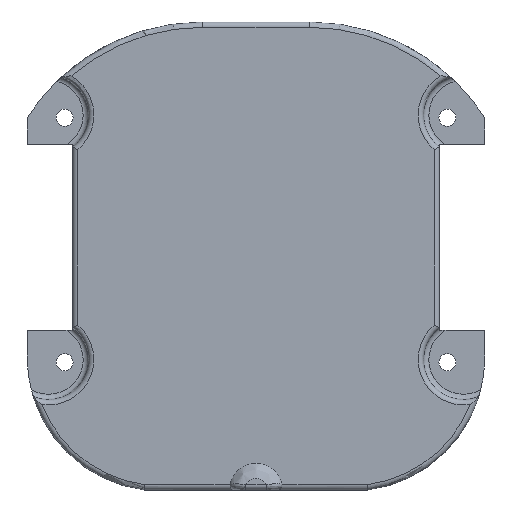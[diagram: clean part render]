
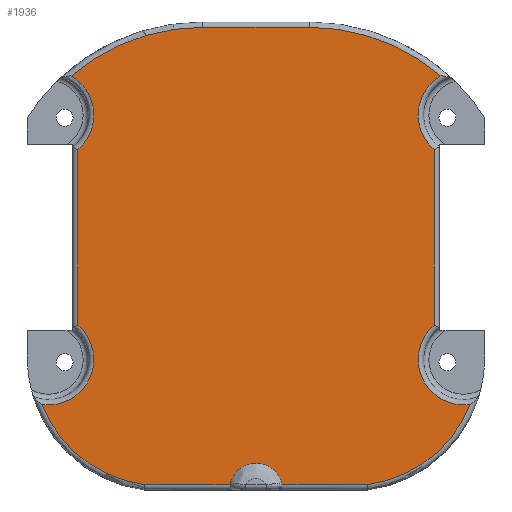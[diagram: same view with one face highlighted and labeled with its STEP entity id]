
A CAD part, front view. The second image highlights one B-rep face of the part: STEP entity #1936.
In plain terms, the highlighted planar face has unit normal (0, -1, 0).
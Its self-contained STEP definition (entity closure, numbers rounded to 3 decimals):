
#64=PLANE('',#2151);
#92=CIRCLE('',#2004,8.5);
#96=CIRCLE('',#2009,38.25);
#97=CIRCLE('',#2011,8.5);
#99=CIRCLE('',#2016,8.5);
#103=CIRCLE('',#2023,24.205);
#106=CIRCLE('',#2027,24.205);
#108=CIRCLE('',#2030,8.5);
#110=CIRCLE('',#2034,38.25);
#116=CIRCLE('',#2046,5.);
#286=FACE_OUTER_BOUND('',#397,.T.);
#397=EDGE_LOOP('',(#1673,#1674,#1675,#1676,#1677,#1678,#1679,#1680,#1681,
#1682,#1683,#1684,#1685,#1686,#1687,#1688));
#426=B_SPLINE_CURVE_WITH_KNOTS('',3,(#3178,#3179,#3180,#3181),
 .UNSPECIFIED.,.F.,.F.,(4,4),(-0.191,-0.167),
 .UNSPECIFIED.);
#430=B_SPLINE_CURVE_WITH_KNOTS('',3,(#3275,#3276,#3277,#3278),
 .UNSPECIFIED.,.F.,.F.,(4,4),(-0.024,0.),.UNSPECIFIED.);
#480=LINE('',#3035,#602);
#483=LINE('',#3072,#605);
#487=LINE('',#3295,#609);
#488=LINE('',#3341,#610);
#491=LINE('',#3348,#613);
#602=VECTOR('',#2286,10.);
#605=VECTOR('',#2291,10.);
#609=VECTOR('',#2309,10.);
#610=VECTOR('',#2332,10.);
#613=VECTOR('',#2343,10.);
#744=VERTEX_POINT('',#2958);
#745=VERTEX_POINT('',#2959);
#750=VERTEX_POINT('',#2996);
#751=VERTEX_POINT('',#2998);
#752=VERTEX_POINT('',#3015);
#754=VERTEX_POINT('',#3034);
#758=VERTEX_POINT('',#3056);
#759=VERTEX_POINT('',#3071);
#760=VERTEX_POINT('',#3086);
#764=VERTEX_POINT('',#3149);
#767=VERTEX_POINT('',#3224);
#769=VERTEX_POINT('',#3260);
#771=VERTEX_POINT('',#3282);
#773=VERTEX_POINT('',#3302);
#775=VERTEX_POINT('',#3321);
#777=VERTEX_POINT('',#3339);
#936=EDGE_CURVE('',#744,#745,#92,.T.);
#942=EDGE_CURVE('',#750,#751,#96,.T.);
#944=EDGE_CURVE('',#751,#752,#97,.T.);
#947=EDGE_CURVE('',#752,#754,#480,.T.);
#952=EDGE_CURVE('',#758,#759,#483,.T.);
#954=EDGE_CURVE('',#754,#760,#99,.T.);
#960=EDGE_CURVE('',#764,#758,#426,.T.);
#967=EDGE_CURVE('',#769,#767,#430,.T.);
#970=EDGE_CURVE('',#771,#769,#487,.T.);
#971=EDGE_CURVE('',#760,#771,#103,.T.);
#974=EDGE_CURVE('',#759,#773,#106,.T.);
#977=EDGE_CURVE('',#773,#775,#108,.T.);
#980=EDGE_CURVE('',#777,#750,#488,.T.);
#982=EDGE_CURVE('',#745,#777,#110,.T.);
#985=EDGE_CURVE('',#775,#744,#491,.T.);
#1003=EDGE_CURVE('',#764,#767,#116,.T.);
#1673=ORIENTED_EDGE('',*,*,#952,.F.);
#1674=ORIENTED_EDGE('',*,*,#960,.F.);
#1675=ORIENTED_EDGE('',*,*,#1003,.T.);
#1676=ORIENTED_EDGE('',*,*,#967,.F.);
#1677=ORIENTED_EDGE('',*,*,#970,.F.);
#1678=ORIENTED_EDGE('',*,*,#971,.F.);
#1679=ORIENTED_EDGE('',*,*,#954,.F.);
#1680=ORIENTED_EDGE('',*,*,#947,.F.);
#1681=ORIENTED_EDGE('',*,*,#944,.F.);
#1682=ORIENTED_EDGE('',*,*,#942,.F.);
#1683=ORIENTED_EDGE('',*,*,#980,.F.);
#1684=ORIENTED_EDGE('',*,*,#982,.F.);
#1685=ORIENTED_EDGE('',*,*,#936,.F.);
#1686=ORIENTED_EDGE('',*,*,#985,.F.);
#1687=ORIENTED_EDGE('',*,*,#977,.F.);
#1688=ORIENTED_EDGE('',*,*,#974,.F.);
#1936=ADVANCED_FACE('',(#286),#64,.T.);
#2004=AXIS2_PLACEMENT_3D('',#2960,#2266,#2267);
#2009=AXIS2_PLACEMENT_3D('',#2999,#2276,#2277);
#2011=AXIS2_PLACEMENT_3D('',#3016,#2280,#2281);
#2016=AXIS2_PLACEMENT_3D('',#3087,#2294,#2295);
#2023=AXIS2_PLACEMENT_3D('',#3297,#2312,#2313);
#2027=AXIS2_PLACEMENT_3D('',#3303,#2320,#2321);
#2030=AXIS2_PLACEMENT_3D('',#3322,#2326,#2327);
#2034=AXIS2_PLACEMENT_3D('',#3344,#2336,#2337);
#2046=AXIS2_PLACEMENT_3D('',#3423,#2372,#2373);
#2151=AXIS2_PLACEMENT_3D('',#3874,#2661,#2662);
#2266=DIRECTION('center_axis',(0.,-1.,0.));
#2267=DIRECTION('ref_axis',(0.987,0.,0.159));
#2276=DIRECTION('center_axis',(0.,1.,0.));
#2277=DIRECTION('ref_axis',(0.364,0.,0.931));
#2280=DIRECTION('center_axis',(0.,-1.,0.));
#2281=DIRECTION('ref_axis',(-0.987,0.,0.159));
#2286=DIRECTION('',(0.,0.,-1.));
#2291=DIRECTION('',(-1.,0.,0.));
#2294=DIRECTION('center_axis',(0.,-1.,0.));
#2295=DIRECTION('ref_axis',(-0.868,0.,-0.496));
#2309=DIRECTION('',(-1.,0.,0.));
#2312=DIRECTION('center_axis',(0.,1.,0.));
#2313=DIRECTION('ref_axis',(0.644,0.,-0.765));
#2320=DIRECTION('center_axis',(0.,1.,0.));
#2321=DIRECTION('ref_axis',(-0.644,0.,-0.765));
#2326=DIRECTION('center_axis',(0.,-1.,0.));
#2327=DIRECTION('ref_axis',(0.868,0.,-0.496));
#2332=DIRECTION('',(1.,0.,0.));
#2336=DIRECTION('center_axis',(0.,1.,0.));
#2337=DIRECTION('ref_axis',(-0.364,0.,0.931));
#2343=DIRECTION('',(0.,0.,1.));
#2372=DIRECTION('center_axis',(0.,1.,0.));
#2373=DIRECTION('ref_axis',(1.,0.,0.));
#2661=DIRECTION('center_axis',(0.,-1.,0.));
#2662=DIRECTION('ref_axis',(0.,0.,-1.));
#2958=CARTESIAN_POINT('',(-33.5,0.,20.019));
#2959=CARTESIAN_POINT('',(-34.787,0.,33.882));
#2960=CARTESIAN_POINT('Origin',(-39.,0.,26.5));
#2996=CARTESIAN_POINT('',(10.,0.,43.));
#2998=CARTESIAN_POINT('',(34.787,0.,33.882));
#2999=CARTESIAN_POINT('Origin',(10.,0.,4.75));
#3015=CARTESIAN_POINT('',(33.5,0.,20.019));
#3016=CARTESIAN_POINT('Origin',(39.,0.,26.5));
#3034=CARTESIAN_POINT('',(33.5,0.,-13.019));
#3035=CARTESIAN_POINT('',(33.5,0.,10.5));
#3056=CARTESIAN_POINT('',(-4.875,0.,-43.));
#3071=CARTESIAN_POINT('',(-20.936,0.,-43.));
#3072=CARTESIAN_POINT('',(21.5,0.,-43.));
#3086=CARTESIAN_POINT('',(40.305,0.,-27.899));
#3087=CARTESIAN_POINT('Origin',(39.,0.,-19.5));
#3149=CARTESIAN_POINT('',(-4.846,0.,-42.768));
#3178=CARTESIAN_POINT('Ctrl Pts',(-4.846,0.,
-42.768));
#3179=CARTESIAN_POINT('Ctrl Pts',(-4.865,0.,
-42.844));
#3180=CARTESIAN_POINT('Ctrl Pts',(-4.875,0.,
-42.922));
#3181=CARTESIAN_POINT('Ctrl Pts',(-4.875,0.,
-43.));
#3224=CARTESIAN_POINT('',(4.846,0.,-42.768));
#3260=CARTESIAN_POINT('',(4.875,0.,-43.));
#3275=CARTESIAN_POINT('Ctrl Pts',(4.875,0.,
-43.));
#3276=CARTESIAN_POINT('Ctrl Pts',(4.875,0.,
-42.922));
#3277=CARTESIAN_POINT('Ctrl Pts',(4.865,0.,
-42.844));
#3278=CARTESIAN_POINT('Ctrl Pts',(4.846,0.,
-42.768));
#3282=CARTESIAN_POINT('',(20.936,0.,-43.));
#3295=CARTESIAN_POINT('',(21.5,0.,-43.));
#3297=CARTESIAN_POINT('Origin',(17.795,0.,-19.));
#3302=CARTESIAN_POINT('',(-40.305,0.,-27.899));
#3303=CARTESIAN_POINT('Origin',(-17.795,0.,-19.));
#3321=CARTESIAN_POINT('',(-33.5,0.,-13.019));
#3322=CARTESIAN_POINT('Origin',(-39.,0.,-19.5));
#3339=CARTESIAN_POINT('',(-10.,0.,43.));
#3341=CARTESIAN_POINT('',(-21.5,0.,43.));
#3344=CARTESIAN_POINT('Origin',(-10.,0.,4.75));
#3348=CARTESIAN_POINT('',(-33.5,0.,-7.));
#3423=CARTESIAN_POINT('Origin',(0.,0.,-44.));
#3874=CARTESIAN_POINT('Origin',(0.,0.,0.));
